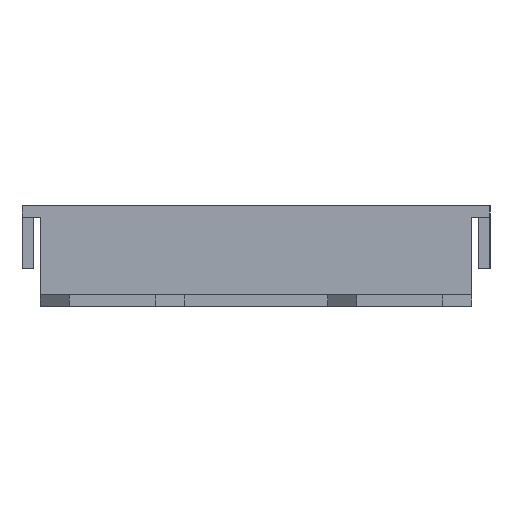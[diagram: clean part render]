
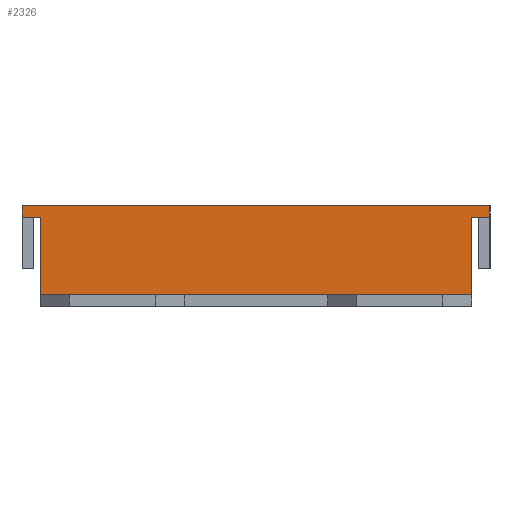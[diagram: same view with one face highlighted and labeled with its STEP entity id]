
A CAD part, left-side view. The second image highlights one B-rep face of the part: STEP entity #2326.
In plain terms, the highlighted planar face has unit normal (-1, 0, 0).
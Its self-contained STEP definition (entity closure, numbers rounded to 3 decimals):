
#470=DIRECTION('',(0.,-1.,0.));
#471=VECTOR('',#470,81.4);
#472=CARTESIAN_POINT('',(987.828,273.133,2.));
#473=LINE('',#472,#471);
#633=DIRECTION('',(0.,0.,-1.));
#634=VECTOR('',#633,2.);
#635=CARTESIAN_POINT('',(987.828,191.733,2.));
#636=LINE('',#635,#634);
#766=DIRECTION('',(0.,-1.,0.));
#767=VECTOR('',#766,3.2);
#768=CARTESIAN_POINT('',(987.828,194.933,0.));
#769=LINE('',#768,#767);
#773=DIRECTION('',(0.,0.,1.));
#774=VECTOR('',#773,13.5);
#775=CARTESIAN_POINT('',(987.828,194.933,-13.5));
#776=LINE('',#775,#774);
#780=DIRECTION('',(0.,-1.,0.));
#781=VECTOR('',#780,3.2);
#782=CARTESIAN_POINT('',(987.828,273.133,0.));
#783=LINE('',#782,#781);
#787=DIRECTION('',(0.,0.,-1.));
#788=VECTOR('',#787,2.);
#789=CARTESIAN_POINT('',(987.828,273.133,2.));
#790=LINE('',#789,#788);
#822=DIRECTION('',(0.,0.,1.));
#823=VECTOR('',#822,13.5);
#824=CARTESIAN_POINT('',(987.828,269.933,-13.5));
#825=LINE('',#824,#823);
#945=DIRECTION('',(0.,1.,0.));
#946=VECTOR('',#945,75.);
#947=CARTESIAN_POINT('',(987.828,194.933,-13.5));
#948=LINE('',#947,#946);
#1602=CARTESIAN_POINT('',(987.828,191.733,2.));
#1603=VERTEX_POINT('',#1602);
#1604=CARTESIAN_POINT('',(987.828,191.733,0.));
#1605=VERTEX_POINT('',#1604);
#1606=CARTESIAN_POINT('',(987.828,273.133,2.));
#1607=VERTEX_POINT('',#1606);
#1608=CARTESIAN_POINT('',(987.828,273.133,0.));
#1609=VERTEX_POINT('',#1608);
#1838=CARTESIAN_POINT('',(987.828,194.933,-13.5));
#1839=CARTESIAN_POINT('',(987.828,269.933,-13.5));
#1840=VERTEX_POINT('',#1838);
#1841=VERTEX_POINT('',#1839);
#1842=CARTESIAN_POINT('',(987.828,194.933,0.));
#1844=VERTEX_POINT('',#1842);
#1846=CARTESIAN_POINT('',(987.828,269.933,0.));
#1848=VERTEX_POINT('',#1846);
#2308=CARTESIAN_POINT('',(987.828,232.433,0.));
#2309=DIRECTION('',(-1.,0.,0.));
#2310=DIRECTION('',(0.,-1.,0.));
#2311=AXIS2_PLACEMENT_3D('',#2308,#2309,#2310);
#2312=PLANE('',#2311);
#2313=ORIENTED_EDGE('',*,*,#1888,.F.);
#2315=ORIENTED_EDGE('',*,*,#2314,.F.);
#2317=ORIENTED_EDGE('',*,*,#2316,.T.);
#2319=ORIENTED_EDGE('',*,*,#2318,.T.);
#2320=ORIENTED_EDGE('',*,*,#1918,.F.);
#2321=ORIENTED_EDGE('',*,*,#2296,.F.);
#2322=ORIENTED_EDGE('',*,*,#2032,.T.);
#2323=ORIENTED_EDGE('',*,*,#2105,.T.);
#2324=EDGE_LOOP('',(#2313,#2315,#2317,#2319,#2320,#2321,#2322,#2323));
#2325=FACE_OUTER_BOUND('',#2324,.F.);
#1888=EDGE_CURVE('',#1844,#1605,#769,.T.);
#1918=EDGE_CURVE('',#1609,#1848,#783,.T.);
#2032=EDGE_CURVE('',#1607,#1603,#473,.T.);
#2105=EDGE_CURVE('',#1603,#1605,#636,.T.);
#2296=EDGE_CURVE('',#1607,#1609,#790,.T.);
#2314=EDGE_CURVE('',#1840,#1844,#776,.T.);
#2316=EDGE_CURVE('',#1840,#1841,#948,.T.);
#2318=EDGE_CURVE('',#1841,#1848,#825,.T.);
#2326=ADVANCED_FACE('',(#2325),#2312,.T.);
